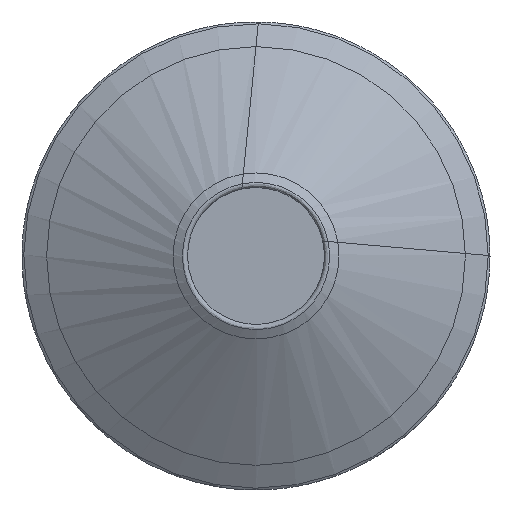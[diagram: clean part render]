
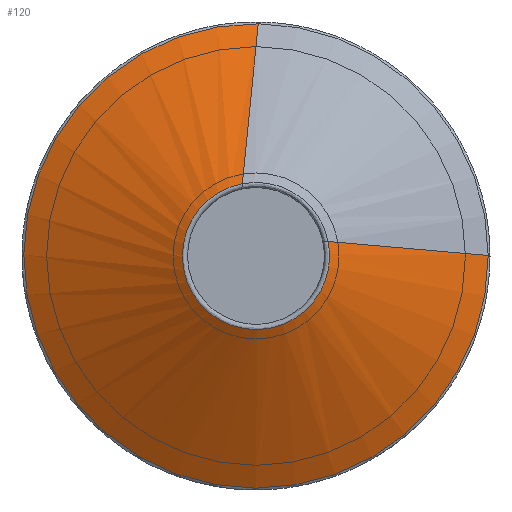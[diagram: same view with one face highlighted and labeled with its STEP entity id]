
A CAD part, left-side view. The second image highlights one B-rep face of the part: STEP entity #120.
In plain terms, the highlighted free-form (B-spline) face has degree [1, 3] with [2, 7] control points.
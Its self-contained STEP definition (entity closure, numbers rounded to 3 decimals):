
#33=(
BOUNDED_SURFACE()
B_SPLINE_SURFACE(1,3,((#632,#633,#634,#635,#636,#637,#638),(#639,#640,#641,
#642,#643,#644,#645)),.UNSPECIFIED.,.F.,.F.,.F.)
B_SPLINE_SURFACE_WITH_KNOTS((2,2),(4,3,4),(0.,1.),(0.,0.5,1.),
 .UNSPECIFIED.)
GEOMETRIC_REPRESENTATION_ITEM()
RATIONAL_B_SPLINE_SURFACE(((1.,0.587,0.587,1.,0.587,
0.587,1.),(1.,0.587,0.587,1.,0.587,
0.587,1.)))
REPRESENTATION_ITEM('')
SURFACE()
);
#44=LINE('',#630,#50);
#45=LINE('',#631,#51);
#50=VECTOR('',#485,1.);
#51=VECTOR('',#486,1.);
#81=FACE_OUTER_BOUND('',#187,.T.);
#120=ADVANCED_FACE('',(#81),#33,.F.);
#187=EDGE_LOOP('',(#234,#235,#236,#237));
#234=ORIENTED_EDGE('',*,*,#317,.F.);
#235=ORIENTED_EDGE('',*,*,#318,.F.);
#236=ORIENTED_EDGE('',*,*,#314,.T.);
#237=ORIENTED_EDGE('',*,*,#319,.F.);
#287=VERTEX_POINT('',#595);
#288=VERTEX_POINT('',#596);
#289=VERTEX_POINT('',#628);
#290=VERTEX_POINT('',#629);
#314=EDGE_CURVE('',#287,#288,#349,.T.);
#317=EDGE_CURVE('',#289,#290,#352,.T.);
#318=EDGE_CURVE('',#287,#289,#44,.T.);
#319=EDGE_CURVE('',#290,#288,#45,.T.);
#349=CIRCLE('',#395,4.089);
#352=CIRCLE('',#398,12.9);
#395=AXIS2_PLACEMENT_3D('',#594,#477,#478);
#398=AXIS2_PLACEMENT_3D('',#627,#483,#484);
#477=DIRECTION('',(1.,0.,0.));
#478=DIRECTION('',(0.,-0.98,0.197));
#483=DIRECTION('',(1.,0.,0.));
#484=DIRECTION('',(0.,-1.,0.002));
#485=DIRECTION('',(0.5,-0.863,-0.075));
#486=DIRECTION('',(-0.5,0.086,-0.862));
#594=CARTESIAN_POINT('',(0.074,0.,0.));
#595=CARTESIAN_POINT('',(0.074,-4.009,0.804));
#596=CARTESIAN_POINT('',(0.074,0.757,4.019));
#627=CARTESIAN_POINT('',(5.227,0.,0.));
#628=CARTESIAN_POINT('',(5.227,-12.9,0.026));
#629=CARTESIAN_POINT('',(5.227,-0.126,12.9));
#630=CARTESIAN_POINT('',(0.074,-4.009,0.804));
#631=CARTESIAN_POINT('',(0.074,0.757,4.019));
#632=CARTESIAN_POINT('',(0.074,-4.009,0.804));
#633=CARTESIAN_POINT('',(0.074,-4.855,-3.411));
#634=CARTESIAN_POINT('',(0.074,-1.277,-5.794));
#635=CARTESIAN_POINT('',(0.074,2.287,-3.39));
#636=CARTESIAN_POINT('',(0.074,5.85,-0.986));
#637=CARTESIAN_POINT('',(0.074,4.981,3.223));
#638=CARTESIAN_POINT('',(0.074,0.757,4.019));
#639=CARTESIAN_POINT('',(5.227,-12.9,0.026));
#640=CARTESIAN_POINT('',(5.227,-12.928,-13.535));
#641=CARTESIAN_POINT('',(5.227,-0.394,-18.713));
#642=CARTESIAN_POINT('',(5.227,9.157,-9.087));
#643=CARTESIAN_POINT('',(5.227,18.709,0.54));
#644=CARTESIAN_POINT('',(5.227,13.434,13.032));
#645=CARTESIAN_POINT('',(5.227,-0.126,12.9));
